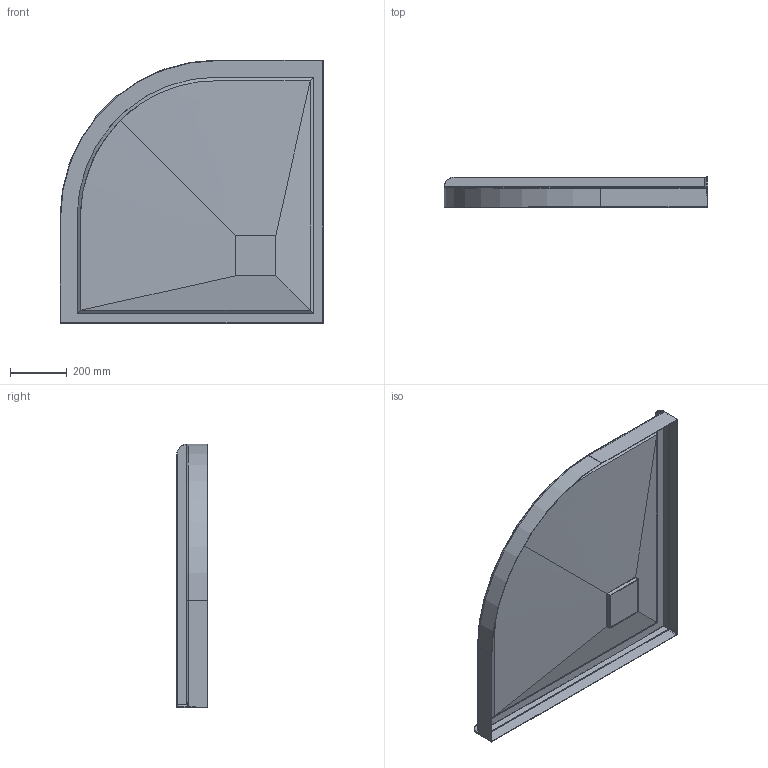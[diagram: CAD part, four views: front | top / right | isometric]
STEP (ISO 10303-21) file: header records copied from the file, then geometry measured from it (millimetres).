
FILE_DESCRIPTION (( 'STEP AP203' ), '1' );
FILE_NAME ('AFP928SB.STEP', '2025-06-03T06:35:56', ( '' ), ( '' ), 'SwSTEP 2.0', 'SolidWorks 2025', '' );
FILE_SCHEMA (( 'CONFIG_CONTROL_DESIGN' ));
Length unit declared in the file: millimetre
Products named in the file (1): AFP928SB
Bounding box: 928 x 107 x 928 mm (x, y, z)
Surface area: 1623192.6 mm2 (no closed solid volume)
Topology: 0 solids, 4 shells, 141 faces, 337 edges, 206 vertices
Faces by surface type: plane 69, cylinder 46, torus 23, bspline 3
Entity records: 4732 total; most frequent: CARTESIAN_POINT 1340, DIRECTION 720, ORIENTED_EDGE 660, EDGE_CURVE 337, AXIS2_PLACEMENT_3D 250, VECTOR 220, LINE 220, VERTEX_POINT 206
